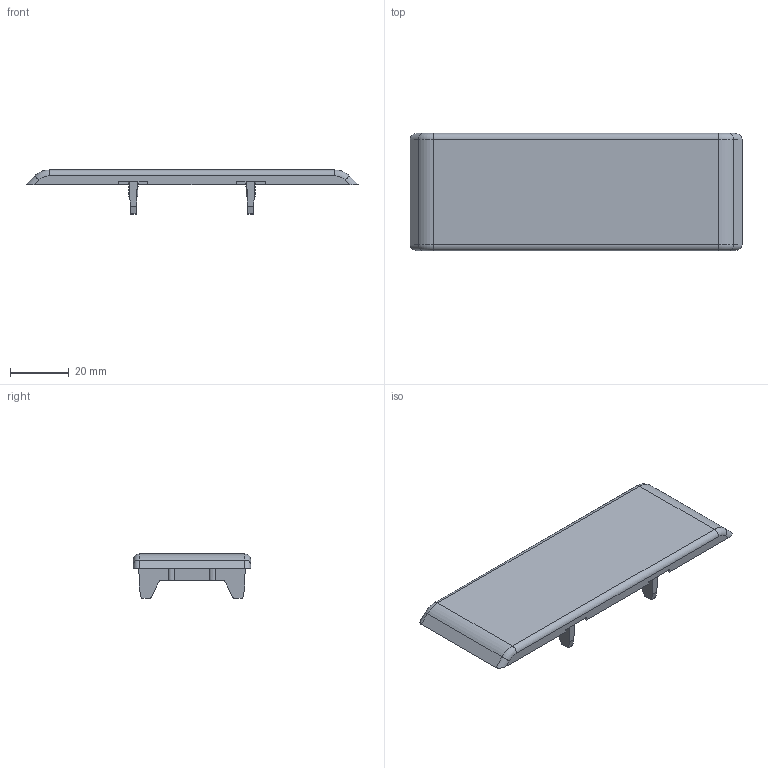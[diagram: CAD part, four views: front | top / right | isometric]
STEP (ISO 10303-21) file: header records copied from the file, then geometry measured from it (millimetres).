
FILE_DESCRIPTION(/* description */ ('STEP AP214'),/* implementation_level */ '2;1');
FILE_NAME(/* name */ '1025181.stp',/* time_stamp */ '2024-05-07T09:36:32+02:00',/* author */ ('b.steehouwer'),/* organization */ ('CADENAS'),/* preprocessor_version */ 'ST-DEVELOPER v18.1',/* originating_system */ 'Autodesk Inventor 2021',/* authorisation */ ' ');
FILE_SCHEMA (('AUTOMOTIVE_DESIGN { 1 0 10303 214 3 1 1 }'));
Length unit declared in the file: millimetre
Products named in the file (2): 1025181; 1025181_1
Assembly tree (1 placements, depth 2):
  1025181
    1025181_1
Bounding box: 113.14 x 40 x 15 mm (x, y, z)
Volume: 15691.8 mm3; surface area: 11679.1 mm2
Topology: 1 solids, 1 shells, 92 faces, 262 edges, 172 vertices
Faces by surface type: plane 54, cylinder 26, cone 8, torus 4
Entity records: 3054 total; most frequent: CARTESIAN_POINT 561, ORIENTED_EDGE 524, DIRECTION 508, EDGE_CURVE 262, LINE 174, VECTOR 174, VERTEX_POINT 172, AXIS2_PLACEMENT_3D 167
